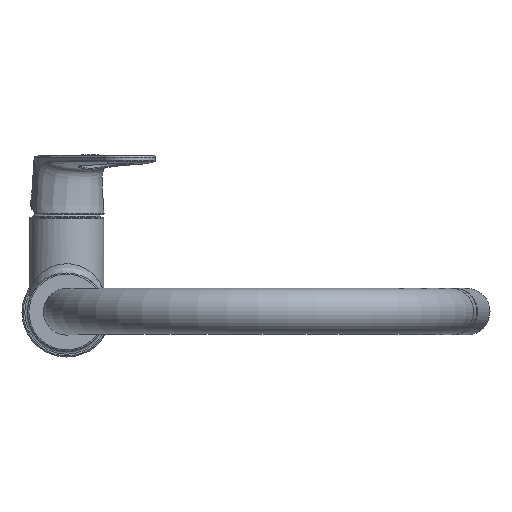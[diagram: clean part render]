
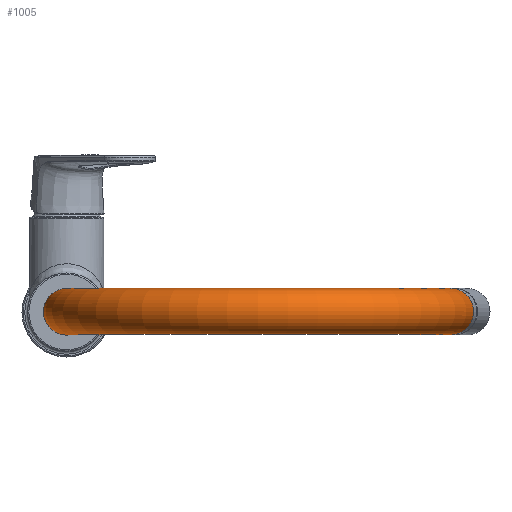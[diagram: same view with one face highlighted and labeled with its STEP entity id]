
A CAD part, top view. The second image highlights one B-rep face of the part: STEP entity #1005.
In plain terms, the highlighted toroidal (fillet/blend) face has major radius 104 mm and minor radius 12.4 mm.
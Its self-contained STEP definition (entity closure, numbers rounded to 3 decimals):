
#285=ORIENTED_EDGE('',*,*,#539,.F.);
#286=ORIENTED_EDGE('',*,*,#540,.T.);
#539=EDGE_CURVE('',#700,#700,#800,.F.);
#540=EDGE_CURVE('',#701,#701,#801,.F.);
#700=VERTEX_POINT('',#3125);
#701=VERTEX_POINT('',#3128);
#800=CIRCLE('',#1160,12.4);
#801=CIRCLE('',#1162,12.4);
#851=EDGE_LOOP('',(#285));
#852=EDGE_LOOP('',(#286));
#933=FACE_BOUND('',#851,.T.);
#934=FACE_BOUND('',#852,.T.);
#982=TOROIDAL_SURFACE('',#1161,104.,12.4);
#1005=ADVANCED_FACE('',(#933,#934),#982,.T.);
#1160=AXIS2_PLACEMENT_3D('',#3124,#1292,#1293);
#1161=AXIS2_PLACEMENT_3D('',#3126,#1294,#1295);
#1162=AXIS2_PLACEMENT_3D('',#3127,#1296,#1297);
#1292=DIRECTION('',(-0.174,0.,0.985));
#1293=DIRECTION('',(-0.985,0.,-0.174));
#1294=DIRECTION('',(0.,1.,0.));
#1295=DIRECTION('',(0.,0.,1.));
#1296=DIRECTION('',(0.,0.,-1.));
#1297=DIRECTION('',(1.,0.,0.));
#3124=CARTESIAN_POINT('',(206.42,0.,245.536));
#3125=CARTESIAN_POINT('',(194.208,0.,243.382));
#3126=CARTESIAN_POINT('',(104.,0.,227.476));
#3127=CARTESIAN_POINT('',(0.,0.,227.476));
#3128=CARTESIAN_POINT('',(12.4,0.,227.476));
